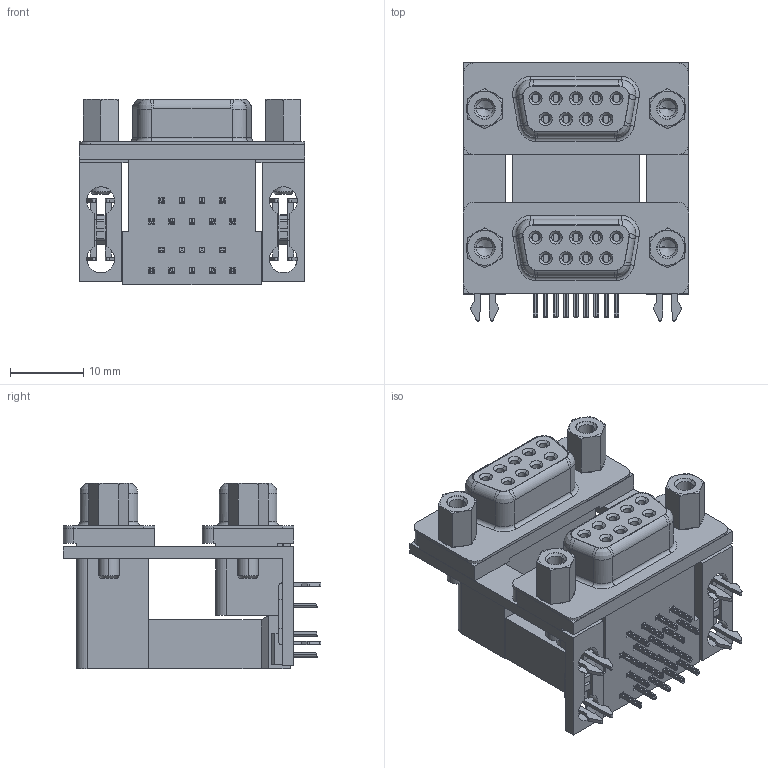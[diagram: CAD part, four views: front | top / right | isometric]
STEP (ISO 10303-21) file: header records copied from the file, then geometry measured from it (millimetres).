
FILE_DESCRIPTION((''),'2;1');
FILE_NAME('D20H1S1SB1X1AE11N0_ASM','2016-08-04T',('gc7'),(''),'PRO/ENGINEER BY PARAMETRIC TECHNOLOGY CORPORATION, 2010480','PRO/ENGINEER BY PARAMETRIC TECHNOLOGY CORPORATION, 2010480','');
FILE_SCHEMA(('CONFIG_CONTROL_DESIGN'));
Length unit declared in the file: millimetre
Products named in the file (17): C-OD-B-138_37; C-OD-B-486_4; C-OD-B-329-_17; C-OD-B-330_16; H15S-SHELL_3; 1504-09P_ASM_35_ASM; LZJ_12; C-OD-B-157_31; C-OD-B-315_13; C-OD-B-314_9; C-OD-B-206_6; 808-09P_ASM_22_ASM; YZ_9; LJZ_22; D20HB1102112N_ASM_77_ASM; SCREW; D20H1S1SB1X1AE11N0_ASM
Assembly tree (36 placements, depth 4):
  D20H1S1SB1X1AE11N0_ASM
    D20HB1102112N_ASM_77_ASM
      1504-09P_ASM_35_ASM
        C-OD-B-138_37
        C-OD-B-486_4
        C-OD-B-329-_17  x4
        C-OD-B-330_16  x5
        H15S-SHELL_3
      LZJ_12  x2
      808-09P_ASM_22_ASM
        C-OD-B-157_31
        C-OD-B-315_13  x4
        C-OD-B-314_9  x5
        C-OD-B-206_6
        H15S-SHELL_3
      YZ_9  x2
      LJZ_22
    SCREW  x4
Bounding box: 30.81 x 35.3 x 25.4 mm (x, y, z)
Volume: 9739.8 mm3; surface area: 17079.9 mm2
Topology: 33 solids, 45 shells, 1558 faces, 4277 edges, 2829 vertices
Faces by surface type: plane 982, cylinder 372, bspline 72, cone 68, torus 64
Entity records: 38187 total; most frequent: CARTESIAN_POINT 10756, ORIENTED_EDGE 5728, DIRECTION 5466, EDGE_CURVE 2872, VECTOR 2116, LINE 2116, VERTEX_POINT 1887, AXIS2_PLACEMENT_3D 1675
